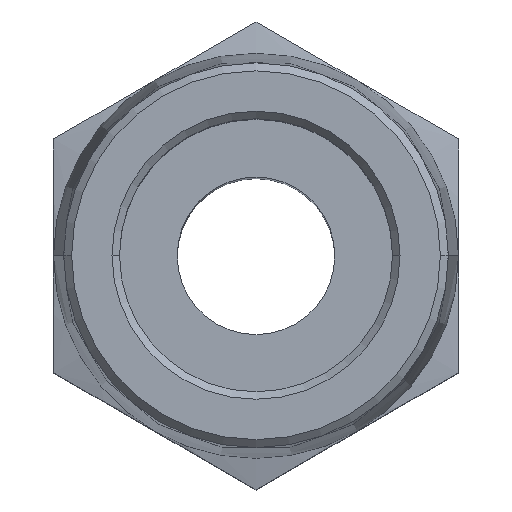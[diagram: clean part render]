
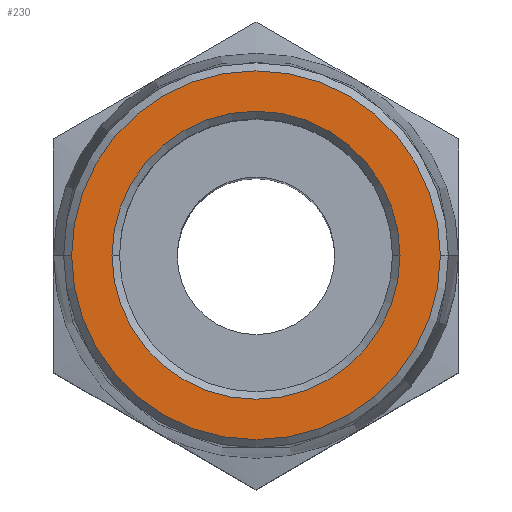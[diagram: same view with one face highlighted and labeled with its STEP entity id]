
A CAD part, top view. The second image highlights one B-rep face of the part: STEP entity #230.
In plain terms, the highlighted planar face has unit normal (0, 0, 1).
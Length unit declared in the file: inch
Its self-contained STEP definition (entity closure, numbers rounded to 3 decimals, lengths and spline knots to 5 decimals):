
#10 = CARTESIAN_POINT ( 'NONE',  ( 0.24585, 0., 1.69 ) ) ;
#91 = CARTESIAN_POINT ( 'NONE',  ( 0.192, 0., 1.69 ) ) ;
#126 = AXIS2_PLACEMENT_3D ( 'NONE', #902, #796, #1137 ) ;
#133 = AXIS2_PLACEMENT_3D ( 'NONE', #1133, #1028, #1014 ) ;
#156 = FACE_OUTER_BOUND ( 'NONE', #760, .T. ) ;
#167 = DIRECTION ( 'NONE',  ( 1., 0., 0. ) ) ;
#230 = ADVANCED_FACE ( 'NONE', ( #1325, #156 ), #288, .T. ) ;
#236 = VERTEX_POINT ( 'NONE', #1033 ) ;
#288 = PLANE ( 'NONE',  #133 ) ;
#291 = ORIENTED_EDGE ( 'NONE', *, *, #580, .T. ) ;
#302 = CIRCLE ( 'NONE', #126, 0.24585 ) ;
#342 = CIRCLE ( 'NONE', #1312, 0.192 ) ;
#353 = ORIENTED_EDGE ( 'NONE', *, *, #1214, .T. ) ;
#438 = AXIS2_PLACEMENT_3D ( 'NONE', #803, #1219, #167 ) ;
#460 = ORIENTED_EDGE ( 'NONE', *, *, #847, .T. ) ;
#526 = ORIENTED_EDGE ( 'NONE', *, *, #942, .T. ) ;
#543 = VERTEX_POINT ( 'NONE', #1089 ) ;
#568 = VERTEX_POINT ( 'NONE', #91 ) ;
#580 = EDGE_CURVE ( 'NONE', #543, #568, #342, .T. ) ;
#730 = AXIS2_PLACEMENT_3D ( 'NONE', #789, #892, #988 ) ;
#752 = CARTESIAN_POINT ( 'NONE',  ( 0., 0., 1.69 ) ) ;
#760 = EDGE_LOOP ( 'NONE', ( #526, #460 ) ) ;
#789 = CARTESIAN_POINT ( 'NONE',  ( 0., 0., 1.69 ) ) ;
#796 = DIRECTION ( 'NONE',  ( 0., 0., 1. ) ) ;
#803 = CARTESIAN_POINT ( 'NONE',  ( 0., 0., 1.69 ) ) ;
#847 = EDGE_CURVE ( 'NONE', #1017, #236, #302, .T. ) ;
#865 = CIRCLE ( 'NONE', #730, 0.192 ) ;
#880 = EDGE_LOOP ( 'NONE', ( #353, #291 ) ) ;
#892 = DIRECTION ( 'NONE',  ( 0., 0., -1. ) ) ;
#902 = CARTESIAN_POINT ( 'NONE',  ( 0., 0., 1.69 ) ) ;
#942 = EDGE_CURVE ( 'NONE', #236, #1017, #1103, .T. ) ;
#959 = DIRECTION ( 'NONE',  ( 1., 0., 0. ) ) ;
#988 = DIRECTION ( 'NONE',  ( 1., 0., 0. ) ) ;
#1014 = DIRECTION ( 'NONE',  ( 1., 0., 0. ) ) ;
#1017 = VERTEX_POINT ( 'NONE', #10 ) ;
#1028 = DIRECTION ( 'NONE',  ( 0., 0., 1. ) ) ;
#1033 = CARTESIAN_POINT ( 'NONE',  ( -0.24585, 0., 1.69 ) ) ;
#1089 = CARTESIAN_POINT ( 'NONE',  ( -0.192, 0., 1.69 ) ) ;
#1103 = CIRCLE ( 'NONE', #438, 0.24585 ) ;
#1133 = CARTESIAN_POINT ( 'NONE',  ( 0., 0., 1.69 ) ) ;
#1137 = DIRECTION ( 'NONE',  ( 1., 0., 0. ) ) ;
#1214 = EDGE_CURVE ( 'NONE', #568, #543, #865, .T. ) ;
#1219 = DIRECTION ( 'NONE',  ( 0., 0., 1. ) ) ;
#1312 = AXIS2_PLACEMENT_3D ( 'NONE', #752, #1361, #959 ) ;
#1325 = FACE_BOUND ( 'NONE', #880, .T. ) ;
#1361 = DIRECTION ( 'NONE',  ( 0., 0., -1. ) ) ;
